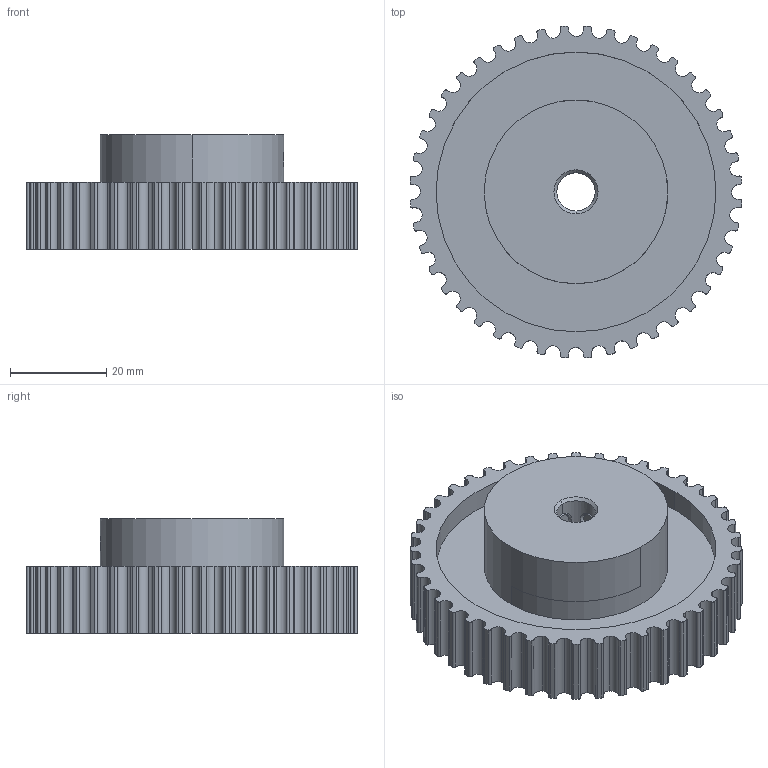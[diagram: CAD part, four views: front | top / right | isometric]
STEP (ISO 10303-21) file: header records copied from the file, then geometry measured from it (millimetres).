
FILE_DESCRIPTION((''),'2;1');
FILE_NAME('80214','2013-11-04T',('carefree'),(''),'PRO/ENGINEER BY PARAMETRIC TECHNOLOGY CORPORATION, 2005030','PRO/ENGINEER BY PARAMETRIC TECHNOLOGY CORPORATION, 2005030','');
FILE_SCHEMA(('CONFIG_CONTROL_DESIGN'));
Length unit declared in the file: inch
Products named in the file (1): 80214
Bounding box: 68.77 x 68.77 x 23.83 mm (x, y, z)
Volume: 44400 mm3; surface area: 16046.8 mm2
Topology: 1 solids, 1 shells, 274 faces, 792 edges, 528 vertices
Faces by surface type: cylinder 238, plane 24, cone 12
Entity records: 9668 total; most frequent: CARTESIAN_POINT 1926, DIRECTION 1824, ORIENTED_EDGE 1584, EDGE_CURVE 792, AXIS2_PLACEMENT_3D 766, VERTEX_POINT 528, CIRCLE 492, VECTOR 292
